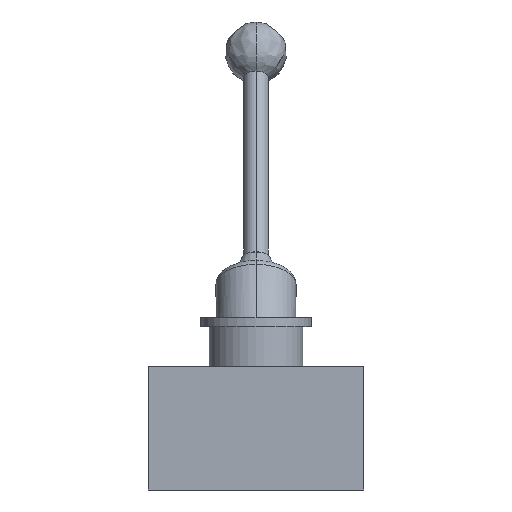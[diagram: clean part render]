
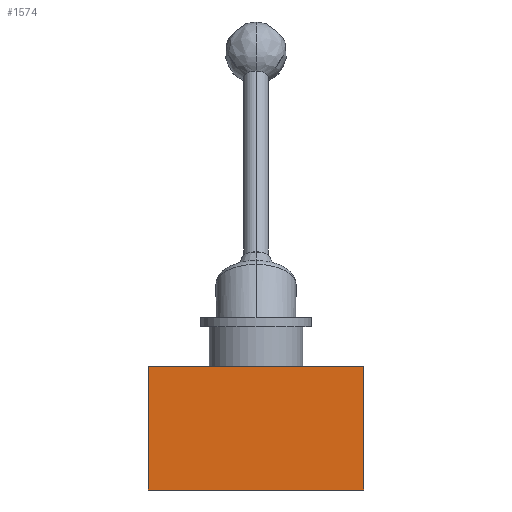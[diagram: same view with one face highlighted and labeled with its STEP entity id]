
A CAD part, front view. The second image highlights one B-rep face of the part: STEP entity #1574.
In plain terms, the highlighted planar face has unit normal (0, -1, 0).
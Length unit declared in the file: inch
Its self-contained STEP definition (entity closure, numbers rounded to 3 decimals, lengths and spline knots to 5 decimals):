
#112 = CARTESIAN_POINT ( 'NONE',  ( 1.37795, 0., 0. ) ) ;
#223 = EDGE_LOOP ( 'NONE', ( #1845, #751, #1217, #2710 ) ) ;
#270 = CARTESIAN_POINT ( 'NONE',  ( 1.37795, 0., 0. ) ) ;
#307 = VERTEX_POINT ( 'NONE', #3071 ) ;
#339 = CARTESIAN_POINT ( 'NONE',  ( 1.37795, 0., 1.5748 ) ) ;
#609 = LINE ( 'NONE', #1634, #1842 ) ;
#721 = LINE ( 'NONE', #339, #2806 ) ;
#737 = VERTEX_POINT ( 'NONE', #270 ) ;
#751 = ORIENTED_EDGE ( 'NONE', *, *, #2070, .T. ) ;
#1093 = DIRECTION ( 'NONE',  ( 0., 0., 1. ) ) ;
#1152 = VECTOR ( 'NONE', #4002, 39.37008 ) ;
#1217 = ORIENTED_EDGE ( 'NONE', *, *, #3389, .T. ) ;
#1287 = CARTESIAN_POINT ( 'NONE',  ( -1.37795, 0., 0. ) ) ;
#1487 = CARTESIAN_POINT ( 'NONE',  ( -1.37795, 0., 1.5748 ) ) ;
#1533 = VECTOR ( 'NONE', #2106, 39.37008 ) ;
#1574 = ADVANCED_FACE ( 'NONE', ( #3659 ), #2637, .F. ) ;
#1634 = CARTESIAN_POINT ( 'NONE',  ( -1.37795, 0., 1.5748 ) ) ;
#1842 = VECTOR ( 'NONE', #2025, 39.37008 ) ;
#1845 = ORIENTED_EDGE ( 'NONE', *, *, #1928, .T. ) ;
#1928 = EDGE_CURVE ( 'NONE', #2004, #4187, #3673, .T. ) ;
#2004 = VERTEX_POINT ( 'NONE', #1487 ) ;
#2025 = DIRECTION ( 'NONE',  ( -1., 0., 0. ) ) ;
#2070 = EDGE_CURVE ( 'NONE', #4187, #737, #2309, .T. ) ;
#2106 = DIRECTION ( 'NONE',  ( 1., 0., 0. ) ) ;
#2129 = AXIS2_PLACEMENT_3D ( 'NONE', #112, #2294, #3372 ) ;
#2294 = DIRECTION ( 'NONE',  ( 0., 1., 0. ) ) ;
#2309 = LINE ( 'NONE', #3819, #1533 ) ;
#2637 = PLANE ( 'NONE',  #2129 ) ;
#2710 = ORIENTED_EDGE ( 'NONE', *, *, #4225, .T. ) ;
#2806 = VECTOR ( 'NONE', #1093, 39.37008 ) ;
#2962 = CARTESIAN_POINT ( 'NONE',  ( -1.37795, 0., 0. ) ) ;
#3071 = CARTESIAN_POINT ( 'NONE',  ( 1.37795, 0., 1.5748 ) ) ;
#3372 = DIRECTION ( 'NONE',  ( 0., 0., -1. ) ) ;
#3389 = EDGE_CURVE ( 'NONE', #737, #307, #721, .T. ) ;
#3659 = FACE_OUTER_BOUND ( 'NONE', #223, .T. ) ;
#3673 = LINE ( 'NONE', #2962, #1152 ) ;
#3819 = CARTESIAN_POINT ( 'NONE',  ( 1.37795, 0., 0. ) ) ;
#4002 = DIRECTION ( 'NONE',  ( 0., 0., -1. ) ) ;
#4187 = VERTEX_POINT ( 'NONE', #1287 ) ;
#4225 = EDGE_CURVE ( 'NONE', #307, #2004, #609, .T. ) ;
